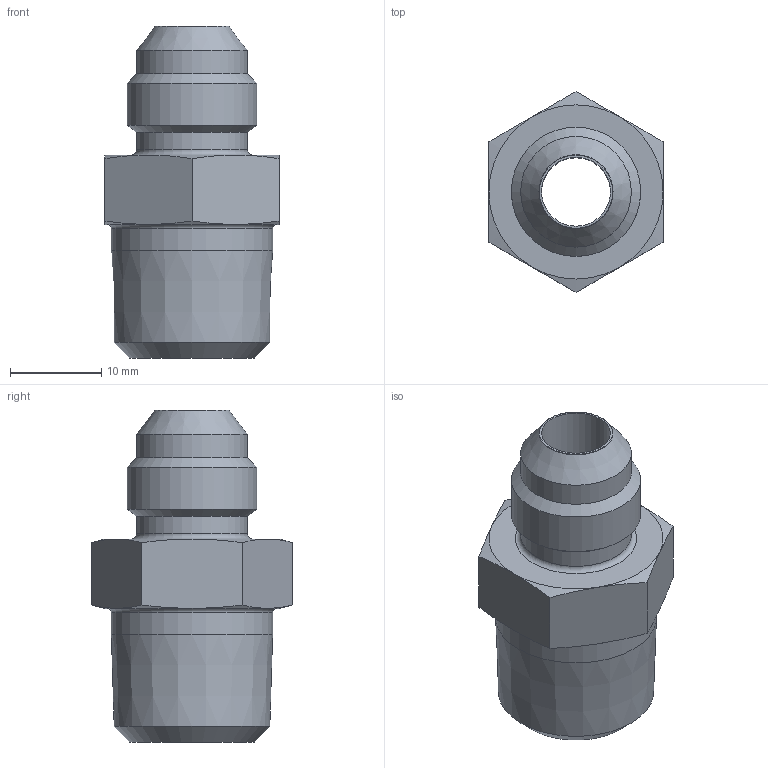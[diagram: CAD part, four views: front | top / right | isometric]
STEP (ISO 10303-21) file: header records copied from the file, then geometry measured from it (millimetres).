
FILE_DESCRIPTION((''),'2;1');
FILE_NAME('6-6_FTX.stp','2012-04-30T13:39:50',('ng28170'),(''),'Autodesk Inventor 2011','Autodesk Inventor 2011','');
FILE_SCHEMA(('AUTOMOTIVE_DESIGN { 1 2 10303 214 0 1 1 1 }'));
Length unit declared in the file: inch
Products named in the file (1): FTX
Bounding box: 19.05 x 22 x 36.32 mm (x, y, z)
Volume: 5912.4 mm3; surface area: 3138 mm2
Topology: 1 solids, 1 shells, 35 faces, 72 edges, 41 vertices
Faces by surface type: cone 17, plane 10, cylinder 5, torus 3
Full cylindrical faces by diameter (mm): 7.544 x1, 12.116 x1, 12.141 x1, 14.141 x1, 17.648 x1
Entity records: 840 total; most frequent: CARTESIAN_POINT 182, DIRECTION 134, ORIENTED_EDGE 116, AXIS2_PLACEMENT_3D 64, EDGE_CURVE 58, EDGE_LOOP 52, VERTEX_POINT 40, FACE_OUTER_BOUND 35
